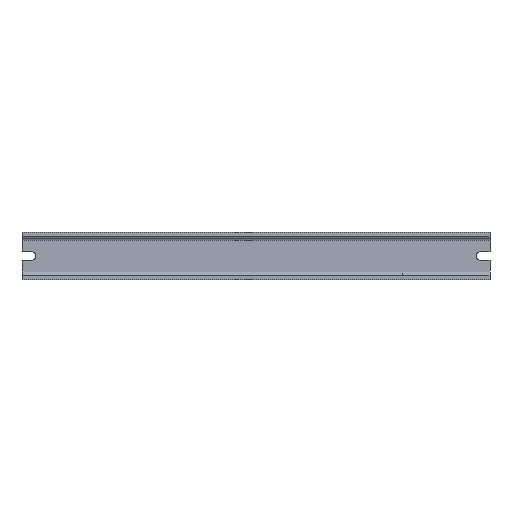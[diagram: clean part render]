
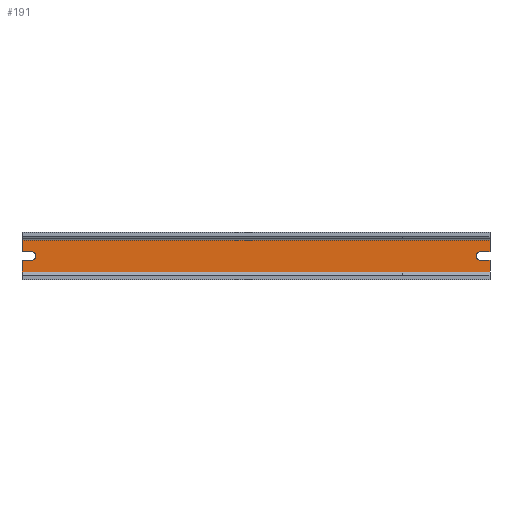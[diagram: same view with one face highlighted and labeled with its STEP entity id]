
A CAD part, top view. The second image highlights one B-rep face of the part: STEP entity #191.
In plain terms, the highlighted planar face has unit normal (0, 0, 1).
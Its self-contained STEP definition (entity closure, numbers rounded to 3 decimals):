
#74=AXIS2_PLACEMENT_3D('Plane Axis2P3D',#71,#72,#73) ;
#78=AXIS2_PLACEMENT_3D('Circle Axis2P3D',#76,#77,$) ;
#40=CARTESIAN_POINT('Vertex',(0.,20.65,1.)) ;
#56=CARTESIAN_POINT('Vertex',(6.85,20.65,1.)) ;
#59=CARTESIAN_POINT('Line Origine',(3.425,20.65,1.)) ;
#71=CARTESIAN_POINT('Axis2P3D Location',(342.,5.8,1.)) ;
#76=CARTESIAN_POINT('Axis2P3D Location',(6.85,17.5,1.)) ;
#80=CARTESIAN_POINT('Vertex',(6.85,14.35,1.)) ;
#83=CARTESIAN_POINT('Line Origine',(3.425,14.35,1.)) ;
#87=CARTESIAN_POINT('Vertex',(0.,14.35,1.)) ;
#90=CARTESIAN_POINT('Line Origine',(0.,10.075,1.)) ;
#94=CARTESIAN_POINT('Vertex',(0.,5.8,1.)) ;
#97=CARTESIAN_POINT('Line Origine',(171.,5.8,1.)) ;
#101=CARTESIAN_POINT('Vertex',(342.,5.8,1.)) ;
#104=CARTESIAN_POINT('Line Origine',(342.,10.075,1.)) ;
#108=CARTESIAN_POINT('Vertex',(342.,14.35,1.)) ;
#111=CARTESIAN_POINT('Line Origine',(338.575,14.35,1.)) ;
#115=CARTESIAN_POINT('Vertex',(335.15,14.35,1.)) ;
#119=CARTESIAN_POINT('Control Point',(332.,17.5,1.)) ;
#120=CARTESIAN_POINT('Control Point',(332.,17.152,1.)) ;
#121=CARTESIAN_POINT('Control Point',(332.048,16.804,1.)) ;
#122=CARTESIAN_POINT('Control Point',(332.144,16.465,1.)) ;
#123=CARTESIAN_POINT('Control Point',(332.427,15.823,1.)) ;
#124=CARTESIAN_POINT('Control Point',(332.874,15.281,1.)) ;
#125=CARTESIAN_POINT('Control Point',(333.133,15.043,1.)) ;
#126=CARTESIAN_POINT('Control Point',(333.666,14.675,1.)) ;
#127=CARTESIAN_POINT('Control Point',(334.273,14.453,1.)) ;
#128=CARTESIAN_POINT('Control Point',(334.562,14.384,1.)) ;
#129=CARTESIAN_POINT('Control Point',(334.856,14.35,1.)) ;
#130=CARTESIAN_POINT('Control Point',(335.15,14.35,1.)) ;
#131=CARTESIAN_POINT('Vertex',(332.,17.5,1.)) ;
#135=CARTESIAN_POINT('Control Point',(335.15,20.65,1.)) ;
#136=CARTESIAN_POINT('Control Point',(334.802,20.65,1.)) ;
#137=CARTESIAN_POINT('Control Point',(334.454,20.602,1.)) ;
#138=CARTESIAN_POINT('Control Point',(334.115,20.506,1.)) ;
#139=CARTESIAN_POINT('Control Point',(333.473,20.223,1.)) ;
#140=CARTESIAN_POINT('Control Point',(332.931,19.776,1.)) ;
#141=CARTESIAN_POINT('Control Point',(332.693,19.517,1.)) ;
#142=CARTESIAN_POINT('Control Point',(332.325,18.984,1.)) ;
#143=CARTESIAN_POINT('Control Point',(332.103,18.377,1.)) ;
#144=CARTESIAN_POINT('Control Point',(332.034,18.088,1.)) ;
#145=CARTESIAN_POINT('Control Point',(332.,17.794,1.)) ;
#146=CARTESIAN_POINT('Control Point',(332.,17.5,1.)) ;
#147=CARTESIAN_POINT('Vertex',(335.15,20.65,1.)) ;
#150=CARTESIAN_POINT('Line Origine',(338.575,20.65,1.)) ;
#154=CARTESIAN_POINT('Vertex',(342.,20.65,1.)) ;
#157=CARTESIAN_POINT('Line Origine',(342.,24.925,1.)) ;
#161=CARTESIAN_POINT('Vertex',(342.,29.2,1.)) ;
#164=CARTESIAN_POINT('Line Origine',(171.,29.2,1.)) ;
#168=CARTESIAN_POINT('Vertex',(0.,29.2,1.)) ;
#171=CARTESIAN_POINT('Line Origine',(0.,24.925,1.)) ;
#60=DIRECTION('Vector Direction',(1.,0.,0.)) ;
#72=DIRECTION('Axis2P3D Direction',(0.,0.,-1.)) ;
#73=DIRECTION('Axis2P3D XDirection',(-1.,0.,0.)) ;
#77=DIRECTION('Axis2P3D Direction',(0.,0.,-1.)) ;
#84=DIRECTION('Vector Direction',(-1.,0.,0.)) ;
#91=DIRECTION('Vector Direction',(0.,-1.,0.)) ;
#98=DIRECTION('Vector Direction',(-1.,0.,0.)) ;
#105=DIRECTION('Vector Direction',(0.,-1.,0.)) ;
#112=DIRECTION('Vector Direction',(1.,0.,0.)) ;
#151=DIRECTION('Vector Direction',(-1.,0.,0.)) ;
#158=DIRECTION('Vector Direction',(0.,-1.,0.)) ;
#165=DIRECTION('Vector Direction',(-1.,0.,0.)) ;
#172=DIRECTION('Vector Direction',(0.,-1.,0.)) ;
#61=VECTOR('Line Direction',#60,1.) ;
#85=VECTOR('Line Direction',#84,1.) ;
#92=VECTOR('Line Direction',#91,1.) ;
#99=VECTOR('Line Direction',#98,1.) ;
#106=VECTOR('Line Direction',#105,1.) ;
#113=VECTOR('Line Direction',#112,1.) ;
#152=VECTOR('Line Direction',#151,1.) ;
#159=VECTOR('Line Direction',#158,1.) ;
#166=VECTOR('Line Direction',#165,1.) ;
#173=VECTOR('Line Direction',#172,1.) ;
#177=ORIENTED_EDGE('',*,*,#63,.F.) ;
#178=ORIENTED_EDGE('',*,*,#82,.F.) ;
#179=ORIENTED_EDGE('',*,*,#89,.F.) ;
#180=ORIENTED_EDGE('',*,*,#96,.F.) ;
#181=ORIENTED_EDGE('',*,*,#103,.F.) ;
#182=ORIENTED_EDGE('',*,*,#110,.F.) ;
#183=ORIENTED_EDGE('',*,*,#117,.F.) ;
#184=ORIENTED_EDGE('',*,*,#133,.F.) ;
#185=ORIENTED_EDGE('',*,*,#149,.F.) ;
#186=ORIENTED_EDGE('',*,*,#156,.F.) ;
#187=ORIENTED_EDGE('',*,*,#163,.F.) ;
#188=ORIENTED_EDGE('',*,*,#170,.T.) ;
#189=ORIENTED_EDGE('',*,*,#175,.F.) ;
#191=ADVANCED_FACE('Schnitt-Linear austragen1',(#190),#75,.F.) ;
#118=B_SPLINE_CURVE_WITH_KNOTS('',5,(#119,#120,#121,#122,#123,#124,#125,#126,#127,#128,#129,#130),.UNSPECIFIED.,.F.,.U.,(6,3,3,6),(0.,2.466,4.931,7.016),.UNSPECIFIED.) ;
#134=B_SPLINE_CURVE_WITH_KNOTS('',5,(#135,#136,#137,#138,#139,#140,#141,#142,#143,#144,#145,#146),.UNSPECIFIED.,.F.,.U.,(6,3,3,6),(0.,2.466,4.933,7.018),.UNSPECIFIED.) ;
#79=CIRCLE('generated circle',#78,3.15) ;
#63=EDGE_CURVE('',#57,#41,#62,.F.) ;
#82=EDGE_CURVE('',#81,#57,#79,.F.) ;
#89=EDGE_CURVE('',#88,#81,#86,.F.) ;
#96=EDGE_CURVE('',#95,#88,#93,.F.) ;
#103=EDGE_CURVE('',#102,#95,#100,.T.) ;
#110=EDGE_CURVE('',#109,#102,#107,.T.) ;
#117=EDGE_CURVE('',#116,#109,#114,.T.) ;
#133=EDGE_CURVE('',#132,#116,#118,.T.) ;
#149=EDGE_CURVE('',#148,#132,#134,.T.) ;
#156=EDGE_CURVE('',#155,#148,#153,.T.) ;
#163=EDGE_CURVE('',#162,#155,#160,.T.) ;
#170=EDGE_CURVE('',#162,#169,#167,.T.) ;
#175=EDGE_CURVE('',#41,#169,#174,.F.) ;
#176=EDGE_LOOP('',(#177,#178,#179,#180,#181,#182,#183,#184,#185,#186,#187,#188,#189)) ;
#190=FACE_OUTER_BOUND('',#176,.T.) ;
#62=LINE('Line',#59,#61) ;
#86=LINE('Line',#83,#85) ;
#93=LINE('Line',#90,#92) ;
#100=LINE('Line',#97,#99) ;
#107=LINE('Line',#104,#106) ;
#114=LINE('Line',#111,#113) ;
#153=LINE('Line',#150,#152) ;
#160=LINE('Line',#157,#159) ;
#167=LINE('Line',#164,#166) ;
#174=LINE('Line',#171,#173) ;
#75=PLANE('',#74) ;
#41=VERTEX_POINT('',#40) ;
#57=VERTEX_POINT('',#56) ;
#81=VERTEX_POINT('',#80) ;
#88=VERTEX_POINT('',#87) ;
#95=VERTEX_POINT('',#94) ;
#102=VERTEX_POINT('',#101) ;
#109=VERTEX_POINT('',#108) ;
#116=VERTEX_POINT('',#115) ;
#132=VERTEX_POINT('',#131) ;
#148=VERTEX_POINT('',#147) ;
#155=VERTEX_POINT('',#154) ;
#162=VERTEX_POINT('',#161) ;
#169=VERTEX_POINT('',#168) ;
